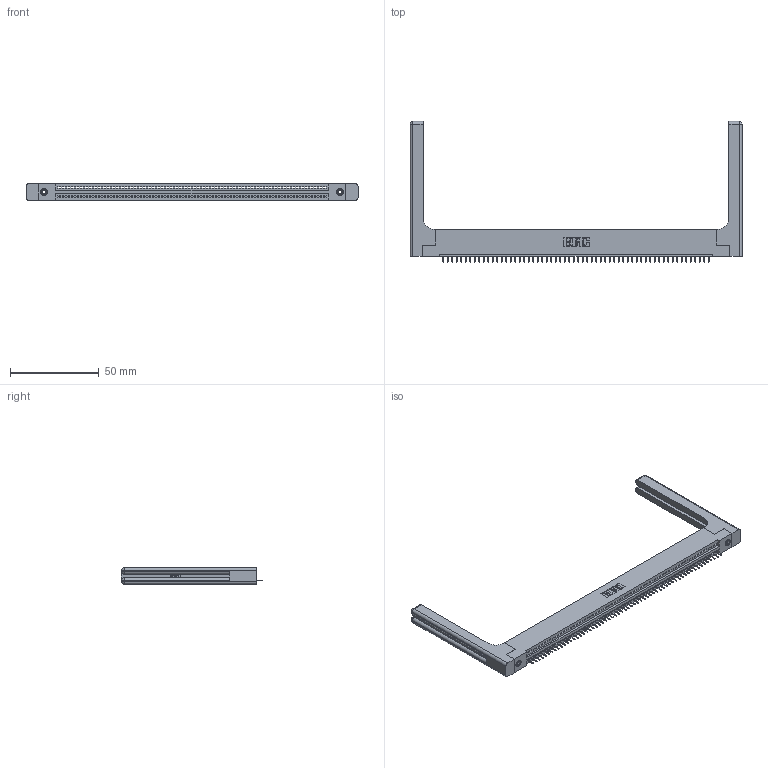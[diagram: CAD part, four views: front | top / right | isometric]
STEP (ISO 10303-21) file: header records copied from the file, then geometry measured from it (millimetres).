
FILE_DESCRIPTION (( 'STEP AP203' ), '1' );
FILE_NAME ('395-060-525-158.STEP', '2020-09-24T20:03:43', ( '' ), ( '' ), 'SwSTEP 2.0', 'SolidWorks 2020', '' );
FILE_SCHEMA (( 'CONFIG_CONTROL_DESIGN' ));
Length unit declared in the file: inch
Products named in the file (5): 345-250-001_345-250-001-102; 345 Part_Flush Mounting Lugs - 0.156 Dia-TH; 345-292-001_345-293-125; 345-220-058_345-220-058; 395-060-525-158
Assembly tree (65 placements, depth 2):
  395-060-525-158
    345 Part_Flush Mounting Lugs - 0.156 Dia-TH
    345-292-001_345-293-125  x60
    345-250-001_345-250-001-102  x2
    345-220-058_345-220-058  x2
Bounding box: 187.43 x 79.68 x 9.4 mm (x, y, z)
Volume: 26209.4 mm3; surface area: 28260.9 mm2
Topology: 65 solids, 65 shells, 4102 faces, 11807 edges, 7610 vertices
Faces by surface type: plane 2988, cylinder 1054, bspline 36, cone 12, sphere 8, torus 4
Entity records: 47990 total; most frequent: CARTESIAN_POINT 9281, ORIENTED_EDGE 8072, DIRECTION 7028, EDGE_CURVE 4036, LINE 3576, VECTOR 3576, VERTEX_POINT 2678, AXIS2_PLACEMENT_3D 1726
